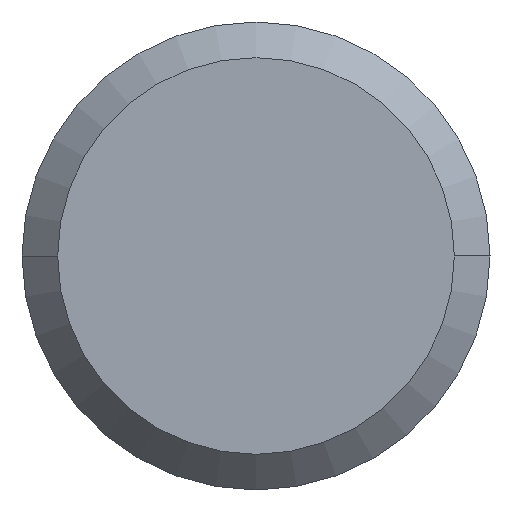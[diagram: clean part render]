
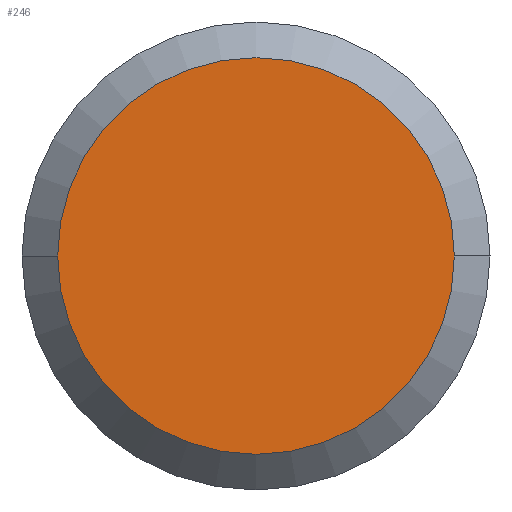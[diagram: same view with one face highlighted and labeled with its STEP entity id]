
A CAD part, left-side view. The second image highlights one B-rep face of the part: STEP entity #246.
In plain terms, the highlighted planar face has unit normal (-1, 0, 0).
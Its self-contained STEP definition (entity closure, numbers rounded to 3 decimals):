
#25 = DIRECTION ( 'NONE',  ( 0., 1., 0. ) ) ;
#29 = VERTEX_POINT ( 'NONE', #203 ) ;
#42 = VERTEX_POINT ( 'NONE', #87 ) ;
#87 = CARTESIAN_POINT ( 'NONE',  ( 0., 4.238, 0. ) ) ;
#102 = AXIS2_PLACEMENT_3D ( 'NONE', #208, #273, #306 ) ;
#115 = AXIS2_PLACEMENT_3D ( 'NONE', #376, #178, #25 ) ;
#118 = ORIENTED_EDGE ( 'NONE', *, *, #392, .F. ) ;
#122 = DIRECTION ( 'NONE',  ( -1., 0., 0. ) ) ;
#145 = CIRCLE ( 'NONE', #115, 4.238 ) ;
#158 = ORIENTED_EDGE ( 'NONE', *, *, #359, .F. ) ;
#162 = EDGE_LOOP ( 'NONE', ( #118, #158 ) ) ;
#178 = DIRECTION ( 'NONE',  ( 1., 0., 0. ) ) ;
#203 = CARTESIAN_POINT ( 'NONE',  ( 0., -4.238, 0. ) ) ;
#208 = CARTESIAN_POINT ( 'NONE',  ( 0., 0., 0. ) ) ;
#226 = FACE_OUTER_BOUND ( 'NONE', #162, .T. ) ;
#235 = CIRCLE ( 'NONE', #102, 4.238 ) ;
#246 = ADVANCED_FACE ( 'NONE', ( #226 ), #297, .T. ) ;
#263 = DIRECTION ( 'NONE',  ( 0., -1., 0. ) ) ;
#273 = DIRECTION ( 'NONE',  ( 1., 0., 0. ) ) ;
#297 = PLANE ( 'NONE',  #321 ) ;
#306 = DIRECTION ( 'NONE',  ( 0., 1., 0. ) ) ;
#321 = AXIS2_PLACEMENT_3D ( 'NONE', #394, #122, #263 ) ;
#359 = EDGE_CURVE ( 'NONE', #29, #42, #145, .T. ) ;
#376 = CARTESIAN_POINT ( 'NONE',  ( 0., 0., 0. ) ) ;
#392 = EDGE_CURVE ( 'NONE', #42, #29, #235, .T. ) ;
#394 = CARTESIAN_POINT ( 'NONE',  ( 0., 0., 0. ) ) ;
